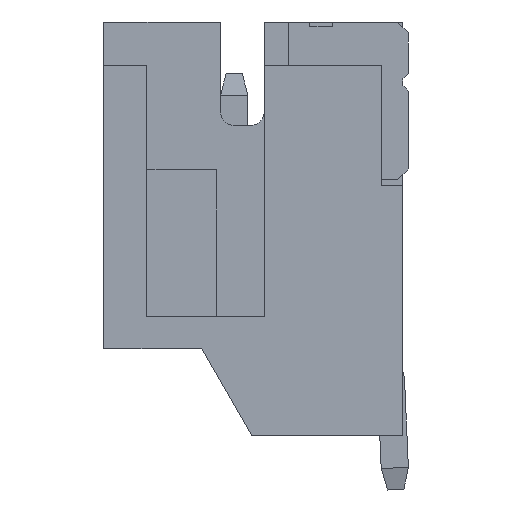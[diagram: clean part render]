
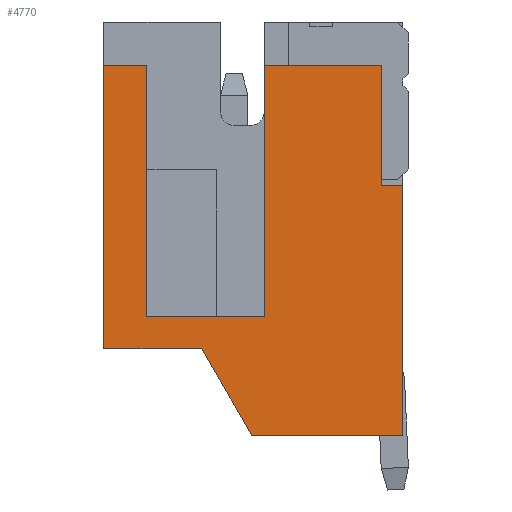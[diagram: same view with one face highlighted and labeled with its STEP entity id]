
A CAD part, left-side view. The second image highlights one B-rep face of the part: STEP entity #4770.
In plain terms, the highlighted planar face has unit normal (-1, 0, 0).
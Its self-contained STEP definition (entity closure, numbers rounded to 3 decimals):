
#31 = CARTESIAN_POINT ( 'NONE',  ( -3.95, 2.55, -5.415 ) ) ;
#36 = VECTOR ( 'NONE', #812, 1000. ) ;
#45 = VERTEX_POINT ( 'NONE', #2725 ) ;
#49 = CARTESIAN_POINT ( 'NONE',  ( -3.95, 5.5, -0.8 ) ) ;
#104 = VERTEX_POINT ( 'NONE', #31 ) ;
#200 = DIRECTION ( 'NONE',  ( 0., -1., 0. ) ) ;
#262 = LINE ( 'NONE', #2590, #801 ) ;
#281 = ORIENTED_EDGE ( 'NONE', *, *, #6233, .F. ) ;
#493 = CARTESIAN_POINT ( 'NONE',  ( -3.95, 2.55, -0.8 ) ) ;
#644 = EDGE_CURVE ( 'NONE', #8214, #45, #898, .T. ) ;
#801 = VECTOR ( 'NONE', #3914, 1000. ) ;
#812 = DIRECTION ( 'NONE',  ( 0., 0., -1. ) ) ;
#898 = LINE ( 'NONE', #4395, #3555 ) ;
#1034 = LINE ( 'NONE', #2987, #6278 ) ;
#1061 = VECTOR ( 'NONE', #5319, 1000. ) ;
#1078 = CARTESIAN_POINT ( 'NONE',  ( -3.95, 5.5, -0.8 ) ) ;
#1144 = DIRECTION ( 'NONE',  ( 0., -1., 0. ) ) ;
#1178 = CARTESIAN_POINT ( 'NONE',  ( -3.95, 5.5, 0. ) ) ;
#1294 = CARTESIAN_POINT ( 'NONE',  ( -3.95, 5.5, -3. ) ) ;
#1464 = EDGE_CURVE ( 'NONE', #104, #2860, #2317, .T. ) ;
#1475 = ORIENTED_EDGE ( 'NONE', *, *, #4655, .F. ) ;
#1685 = VERTEX_POINT ( 'NONE', #6883 ) ;
#1707 = ORIENTED_EDGE ( 'NONE', *, *, #3497, .F. ) ;
#2008 = LINE ( 'NONE', #4604, #6327 ) ;
#2099 = CARTESIAN_POINT ( 'NONE',  ( -3.95, 4.705, -0.8 ) ) ;
#2317 = LINE ( 'NONE', #5087, #4816 ) ;
#2409 = LINE ( 'NONE', #8623, #3047 ) ;
#2580 = VERTEX_POINT ( 'NONE', #6623 ) ;
#2590 = CARTESIAN_POINT ( 'NONE',  ( -3.95, 0., -7.6 ) ) ;
#2603 = VERTEX_POINT ( 'NONE', #8207 ) ;
#2725 = CARTESIAN_POINT ( 'NONE',  ( -3.95, 0.4, -0.8 ) ) ;
#2860 = VERTEX_POINT ( 'NONE', #4748 ) ;
#2864 = EDGE_CURVE ( 'NONE', #1685, #4443, #7409, .T. ) ;
#2987 = CARTESIAN_POINT ( 'NONE',  ( -3.95, 2.55, 0. ) ) ;
#3007 = VERTEX_POINT ( 'NONE', #49 ) ;
#3047 = VECTOR ( 'NONE', #6490, 1000. ) ;
#3234 = LINE ( 'NONE', #7486, #1061 ) ;
#3275 = DIRECTION ( 'NONE',  ( 1., 0., 0. ) ) ;
#3292 = VECTOR ( 'NONE', #5681, 1000. ) ;
#3407 = AXIS2_PLACEMENT_3D ( 'NONE', #1178, #3275, #6039 ) ;
#3422 = ORIENTED_EDGE ( 'NONE', *, *, #1464, .T. ) ;
#3497 = EDGE_CURVE ( 'NONE', #3622, #7909, #4320, .T. ) ;
#3555 = VECTOR ( 'NONE', #7825, 1000. ) ;
#3622 = VERTEX_POINT ( 'NONE', #5266 ) ;
#3651 = CARTESIAN_POINT ( 'NONE',  ( -3.95, 2.776, -7.6 ) ) ;
#3914 = DIRECTION ( 'NONE',  ( 0., 0., -1. ) ) ;
#3916 = ORIENTED_EDGE ( 'NONE', *, *, #4441, .T. ) ;
#4244 = VECTOR ( 'NONE', #6532, 1000. ) ;
#4252 = EDGE_CURVE ( 'NONE', #2603, #2580, #2008, .T. ) ;
#4320 = LINE ( 'NONE', #4460, #4244 ) ;
#4395 = CARTESIAN_POINT ( 'NONE',  ( -3.95, 5.5, -0.8 ) ) ;
#4441 = EDGE_CURVE ( 'NONE', #2860, #5884, #6937, .T. ) ;
#4443 = VERTEX_POINT ( 'NONE', #4997 ) ;
#4460 = CARTESIAN_POINT ( 'NONE',  ( -3.95, 5.5, -7.6 ) ) ;
#4604 = CARTESIAN_POINT ( 'NONE',  ( -3.95, 3.7, -6. ) ) ;
#4655 = EDGE_CURVE ( 'NONE', #4443, #3622, #262, .T. ) ;
#4698 = EDGE_LOOP ( 'NONE', ( #6338, #3422, #3916, #281, #4940, #8450, #5867, #1707, #1475, #6061, #5314, #4909 ) ) ;
#4748 = CARTESIAN_POINT ( 'NONE',  ( -3.95, 4.705, -5.415 ) ) ;
#4767 = PLANE ( 'NONE',  #3407 ) ;
#4770 = ADVANCED_FACE ( 'NONE', ( #8205 ), #4767, .F. ) ;
#4816 = VECTOR ( 'NONE', #8714, 1000. ) ;
#4909 = ORIENTED_EDGE ( 'NONE', *, *, #644, .F. ) ;
#4940 = ORIENTED_EDGE ( 'NONE', *, *, #8412, .F. ) ;
#4997 = CARTESIAN_POINT ( 'NONE',  ( -3.95, 0., -3. ) ) ;
#5087 = CARTESIAN_POINT ( 'NONE',  ( -3.95, 4.705, -5.415 ) ) ;
#5266 = CARTESIAN_POINT ( 'NONE',  ( -3.95, 0., -7.6 ) ) ;
#5314 = ORIENTED_EDGE ( 'NONE', *, *, #6095, .F. ) ;
#5319 = DIRECTION ( 'NONE',  ( 0., 0.5, 0.866 ) ) ;
#5681 = DIRECTION ( 'NONE',  ( 0., 0., 1. ) ) ;
#5867 = ORIENTED_EDGE ( 'NONE', *, *, #6800, .F. ) ;
#5884 = VERTEX_POINT ( 'NONE', #6758 ) ;
#6039 = DIRECTION ( 'NONE',  ( 0., 0., -1. ) ) ;
#6061 = ORIENTED_EDGE ( 'NONE', *, *, #2864, .F. ) ;
#6095 = EDGE_CURVE ( 'NONE', #45, #1685, #6886, .T. ) ;
#6233 = EDGE_CURVE ( 'NONE', #3007, #5884, #8615, .T. ) ;
#6278 = VECTOR ( 'NONE', #7153, 1000. ) ;
#6279 = EDGE_CURVE ( 'NONE', #8214, #104, #1034, .T. ) ;
#6327 = VECTOR ( 'NONE', #1144, 1000. ) ;
#6338 = ORIENTED_EDGE ( 'NONE', *, *, #6279, .T. ) ;
#6490 = DIRECTION ( 'NONE',  ( 0., 0., 1. ) ) ;
#6532 = DIRECTION ( 'NONE',  ( 0., 1., 0. ) ) ;
#6623 = CARTESIAN_POINT ( 'NONE',  ( -3.95, 3.7, -6. ) ) ;
#6758 = CARTESIAN_POINT ( 'NONE',  ( -3.95, 4.705, -0.8 ) ) ;
#6800 = EDGE_CURVE ( 'NONE', #7909, #2580, #3234, .T. ) ;
#6883 = CARTESIAN_POINT ( 'NONE',  ( -3.95, 0.4, -3. ) ) ;
#6886 = LINE ( 'NONE', #7699, #36 ) ;
#6937 = LINE ( 'NONE', #2099, #3292 ) ;
#7153 = DIRECTION ( 'NONE',  ( 0., 0., -1. ) ) ;
#7409 = LINE ( 'NONE', #1294, #7993 ) ;
#7486 = CARTESIAN_POINT ( 'NONE',  ( -3.95, 2.776, -7.6 ) ) ;
#7699 = CARTESIAN_POINT ( 'NONE',  ( -3.95, 0.4, 0. ) ) ;
#7825 = DIRECTION ( 'NONE',  ( 0., -1., 0. ) ) ;
#7909 = VERTEX_POINT ( 'NONE', #3651 ) ;
#7993 = VECTOR ( 'NONE', #8091, 1000. ) ;
#8019 = VECTOR ( 'NONE', #200, 1000. ) ;
#8091 = DIRECTION ( 'NONE',  ( 0., -1., 0. ) ) ;
#8205 = FACE_OUTER_BOUND ( 'NONE', #4698, .T. ) ;
#8207 = CARTESIAN_POINT ( 'NONE',  ( -3.95, 5.5, -6. ) ) ;
#8214 = VERTEX_POINT ( 'NONE', #493 ) ;
#8412 = EDGE_CURVE ( 'NONE', #2603, #3007, #2409, .T. ) ;
#8450 = ORIENTED_EDGE ( 'NONE', *, *, #4252, .T. ) ;
#8615 = LINE ( 'NONE', #1078, #8019 ) ;
#8623 = CARTESIAN_POINT ( 'NONE',  ( -3.95, 5.5, 0. ) ) ;
#8714 = DIRECTION ( 'NONE',  ( 0., 1., 0. ) ) ;
